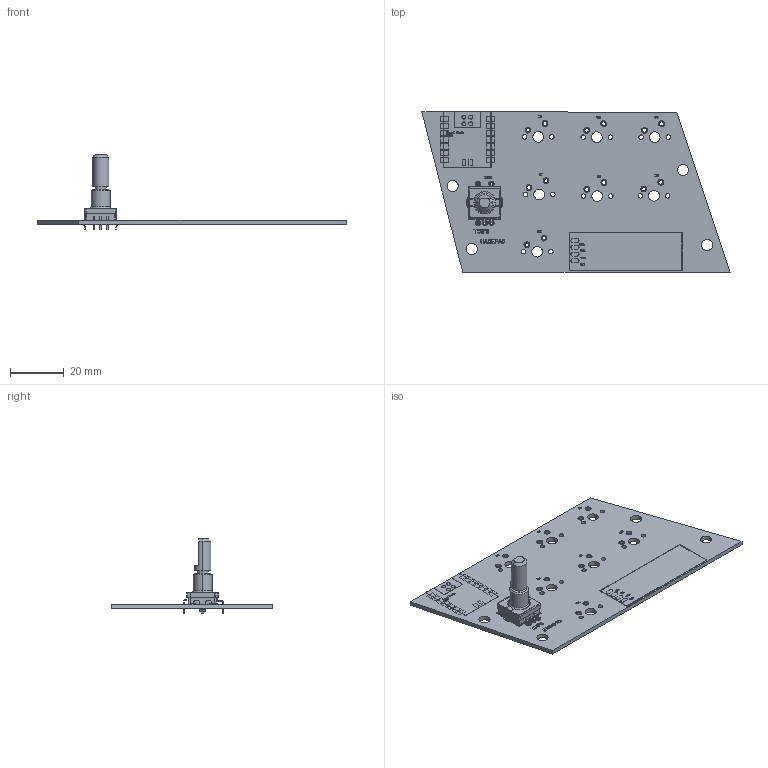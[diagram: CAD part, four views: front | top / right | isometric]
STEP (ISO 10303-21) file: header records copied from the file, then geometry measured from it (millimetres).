
FILE_DESCRIPTION(('Designed by EasyEDA Pro'),'2;1');
FILE_NAME('Open CASCADE Shape Model','2025-12-25T14:46:04',('Author'),( 'Open CASCADE'),'Open CASCADE STEP processor 7.8','Open CASCADE 7.8' ,'Unknown');
FILE_SCHEMA(('AUTOMOTIVE_DESIGN { 1 0 10303 214 1 1 1 1 }'));
Length unit declared in the file: millimetre
Products named in the file (9): EasyEDA PCB Model~Tlq9; Board~Tlq9; TopCopper~Tlq9; BottomCopper~Tlq9; TopSilkscreen~Tlq9; TopFpcStiffener~Tlq9; BottomFpcStiffener~Tlq9; ENC1~ROTARY_ENCODER_EC11~SW-TH_
EC11XXXXXXXX-L11.7-W12.0-H24.5-P2.5-LS14.5~Tlq9; ROTARY_ENCODER_EC11~SW-TH_
EC11XXXXXXXX-L11.7-W12.0-H24.5-P2.5-LS14.5~Tlq9
Assembly tree (8 placements, depth 3):
  EasyEDA PCB Model~Tlq9
    Board~Tlq9
    TopCopper~Tlq9
    BottomCopper~Tlq9
    TopSilkscreen~Tlq9
    TopFpcStiffener~Tlq9
    BottomFpcStiffener~Tlq9
    ENC1~ROTARY_ENCODER_EC11~SW-TH_
EC11XXXXXXXX-L11.7-W12.0-H24.5-P2.5-LS14.5~Tlq9
      ROTARY_ENCODER_EC11~SW-TH_
EC11XXXXXXXX-L11.7-W12.0-H24.5-P2.5-LS14.5~Tlq9
Bounding box: 115.03 x 59.97 x 28 mm (x, y, z)
Volume: 10119 mm3; surface area: 14172.5 mm2
Topology: 19 solids, 156 shells, 770 faces, 3805 edges, 3222 vertices
Faces by surface type: plane 503, cylinder 148, bspline 112, cone 5, torus 2
Entity records: 46574 total; most frequent: CARTESIAN_POINT 9920, DIRECTION 6106, ORIENTED_EDGE 5488, EDGE_CURVE 3805, VERTEX_POINT 3222, LINE 2378, VECTOR 2378, AXIS2_PLACEMENT_3D 1864
